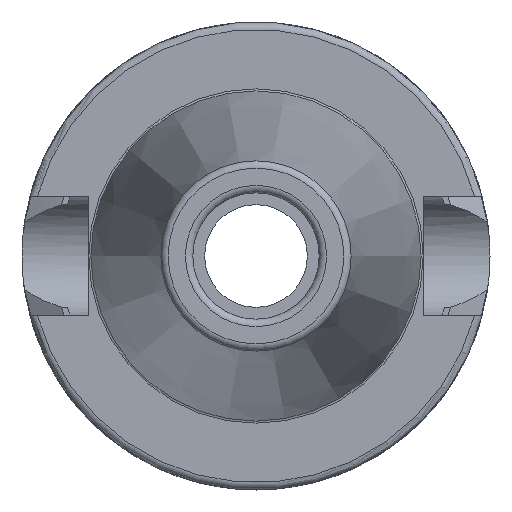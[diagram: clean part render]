
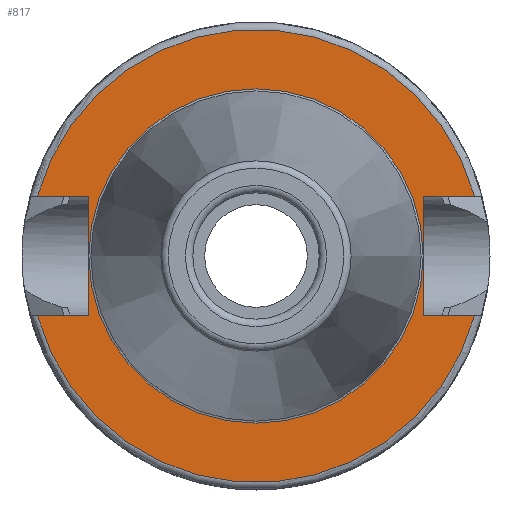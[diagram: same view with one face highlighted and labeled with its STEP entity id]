
A CAD part, left-side view. The second image highlights one B-rep face of the part: STEP entity #817.
In plain terms, the highlighted planar face has unit normal (-1, 0, 0).
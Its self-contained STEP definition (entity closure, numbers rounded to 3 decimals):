
#31=PLANE('',#927);
#58=FACE_BOUND('',#220,.T.);
#87=CIRCLE('',#904,30.5);
#99=CIRCLE('',#926,22.5);
#100=CIRCLE('',#928,30.5);
#164=FACE_OUTER_BOUND('',#219,.T.);
#219=EDGE_LOOP('',(#719,#720,#721,#722,#723,#724,#725,#726));
#220=EDGE_LOOP('',(#727));
#269=LINE('',#1553,#313);
#273=LINE('',#1561,#317);
#276=LINE('',#1581,#320);
#287=LINE('',#1681,#331);
#290=LINE('',#1702,#334);
#292=LINE('',#1705,#336);
#313=VECTOR('',#1031,10.);
#317=VECTOR('',#1037,10.);
#320=VECTOR('',#1042,10.);
#331=VECTOR('',#1097,10.);
#334=VECTOR('',#1102,10.);
#336=VECTOR('',#1106,10.);
#375=VERTEX_POINT('',#1541);
#376=VERTEX_POINT('',#1552);
#378=VERTEX_POINT('',#1558);
#379=VERTEX_POINT('',#1560);
#394=VERTEX_POINT('',#1641);
#401=VERTEX_POINT('',#1678);
#402=VERTEX_POINT('',#1680);
#406=VERTEX_POINT('',#1701);
#414=VERTEX_POINT('',#1731);
#463=EDGE_CURVE('',#376,#375,#269,.T.);
#467=EDGE_CURVE('',#379,#378,#273,.T.);
#472=EDGE_CURVE('',#378,#376,#276,.T.);
#492=EDGE_CURVE('',#379,#394,#87,.T.);
#502=EDGE_CURVE('',#402,#401,#287,.T.);
#507=EDGE_CURVE('',#406,#394,#290,.T.);
#509=EDGE_CURVE('',#401,#406,#292,.T.);
#523=EDGE_CURVE('',#414,#414,#99,.T.);
#524=EDGE_CURVE('',#402,#375,#100,.T.);
#719=ORIENTED_EDGE('',*,*,#463,.T.);
#720=ORIENTED_EDGE('',*,*,#524,.F.);
#721=ORIENTED_EDGE('',*,*,#502,.T.);
#722=ORIENTED_EDGE('',*,*,#509,.T.);
#723=ORIENTED_EDGE('',*,*,#507,.T.);
#724=ORIENTED_EDGE('',*,*,#492,.F.);
#725=ORIENTED_EDGE('',*,*,#467,.T.);
#726=ORIENTED_EDGE('',*,*,#472,.T.);
#727=ORIENTED_EDGE('',*,*,#523,.T.);
#817=ADVANCED_FACE('',(#164,#58),#31,.T.);
#904=AXIS2_PLACEMENT_3D('',#1642,#1084,#1085);
#926=AXIS2_PLACEMENT_3D('',#1733,#1142,#1143);
#927=AXIS2_PLACEMENT_3D('',#1734,#1144,#1145);
#928=AXIS2_PLACEMENT_3D('',#1735,#1146,#1147);
#1031=DIRECTION('',(0.,-1.,0.));
#1037=DIRECTION('',(0.,1.,0.));
#1042=DIRECTION('',(0.,0.,1.));
#1084=DIRECTION('center_axis',(1.,0.,0.));
#1085=DIRECTION('ref_axis',(0.,0.,-1.));
#1097=DIRECTION('',(0.,-1.,0.));
#1102=DIRECTION('',(0.,1.,0.));
#1106=DIRECTION('',(0.,0.,-1.));
#1142=DIRECTION('center_axis',(1.,0.,0.));
#1143=DIRECTION('ref_axis',(0.,0.,-1.));
#1144=DIRECTION('center_axis',(-1.,0.,0.));
#1145=DIRECTION('ref_axis',(0.,0.,1.));
#1146=DIRECTION('center_axis',(1.,0.,0.));
#1147=DIRECTION('ref_axis',(0.,0.,-1.));
#1541=CARTESIAN_POINT('',(2.,-29.418,8.05));
#1552=CARTESIAN_POINT('',(2.,-22.6,8.05));
#1553=CARTESIAN_POINT('',(2.,3.95,8.05));
#1558=CARTESIAN_POINT('',(2.,-22.6,-8.05));
#1560=CARTESIAN_POINT('',(2.,-29.418,-8.05));
#1561=CARTESIAN_POINT('',(2.,3.95,-8.05));
#1581=CARTESIAN_POINT('',(2.,-22.6,0.));
#1641=CARTESIAN_POINT('',(2.,29.418,-8.05));
#1642=CARTESIAN_POINT('Origin',(2.,0.,0.));
#1678=CARTESIAN_POINT('',(2.,22.6,8.05));
#1680=CARTESIAN_POINT('',(2.,29.418,8.05));
#1681=CARTESIAN_POINT('',(2.,26.55,8.05));
#1701=CARTESIAN_POINT('',(2.,22.6,-8.05));
#1702=CARTESIAN_POINT('',(2.,26.55,-8.05));
#1705=CARTESIAN_POINT('',(2.,22.6,0.));
#1731=CARTESIAN_POINT('',(2.,0.,22.5));
#1733=CARTESIAN_POINT('Origin',(2.,0.,0.));
#1734=CARTESIAN_POINT('Origin',(2.,30.5,0.));
#1735=CARTESIAN_POINT('Origin',(2.,0.,0.));
